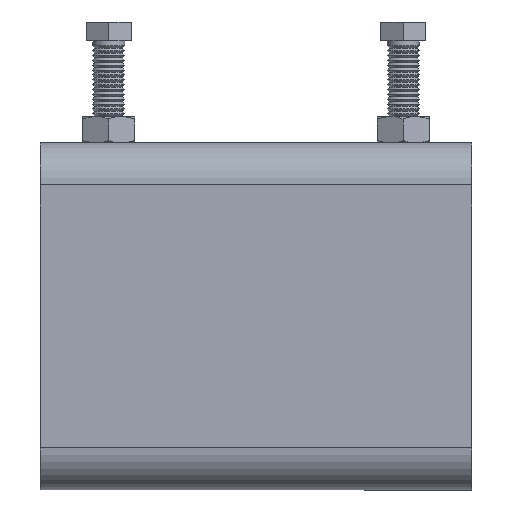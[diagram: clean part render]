
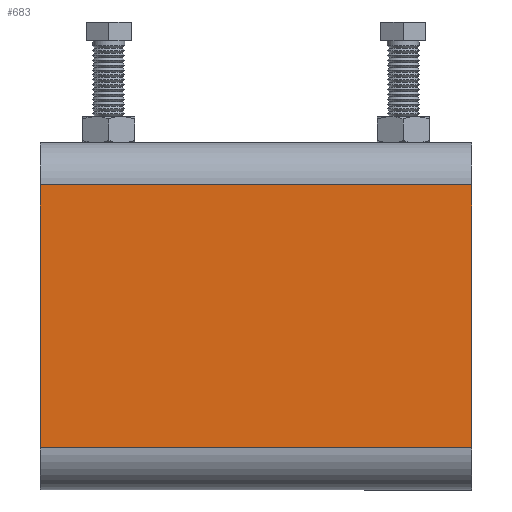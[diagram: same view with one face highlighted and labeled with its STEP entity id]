
A CAD part, left-side view. The second image highlights one B-rep face of the part: STEP entity #683.
In plain terms, the highlighted planar face has unit normal (-1, 0, 0).
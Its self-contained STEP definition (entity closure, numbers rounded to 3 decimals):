
#683 = ADVANCED_FACE( '', ( #1529 ), #1530, .T. );
#1529 = FACE_OUTER_BOUND( '', #2520, .T. );
#1530 = PLANE( '', #2521 );
#2520 = EDGE_LOOP( '', ( #4146, #4147, #4148, #4149 ) );
#2521 = AXIS2_PLACEMENT_3D( '', #4150, #4151, #4152 );
#4146 = ORIENTED_EDGE( '', *, *, #5252, .F. );
#4147 = ORIENTED_EDGE( '', *, *, #5277, .F. );
#4148 = ORIENTED_EDGE( '', *, *, #4747, .T. );
#4149 = ORIENTED_EDGE( '', *, *, #5289, .T. );
#4150 = CARTESIAN_POINT( '', ( 0., 82., 8. ) );
#4151 = DIRECTION( '', ( -1., 0., 0. ) );
#4152 = DIRECTION( '', ( 0., -1., 0. ) );
#4747 = EDGE_CURVE( '', #5440, #5438, #5441, .T. );
#5252 = EDGE_CURVE( '', #6219, #6221, #6222, .T. );
#5277 = EDGE_CURVE( '', #5440, #6219, #6253, .T. );
#5289 = EDGE_CURVE( '', #5438, #6221, #6267, .T. );
#5438 = VERTEX_POINT( '', #6447 );
#5440 = VERTEX_POINT( '', #6449 );
#5441 = LINE( '', #6450, #6451 );
#6219 = VERTEX_POINT( '', #7594 );
#6221 = VERTEX_POINT( '', #7596 );
#6222 = LINE( '', #7597, #7598 );
#6253 = LINE( '', #7645, #7646 );
#6267 = LINE( '', #7668, #7669 );
#6447 = CARTESIAN_POINT( '', ( 0., 82., 8. ) );
#6449 = CARTESIAN_POINT( '', ( 0., 82., 58. ) );
#6450 = CARTESIAN_POINT( '', ( 0., 82., 8. ) );
#6451 = VECTOR( '', #7875, 1000. );
#7594 = CARTESIAN_POINT( '', ( 0., 0., 58. ) );
#7596 = CARTESIAN_POINT( '', ( 0., 0., 8. ) );
#7597 = CARTESIAN_POINT( '', ( 0., 0., 8. ) );
#7598 = VECTOR( '', #8513, 1000. );
#7645 = CARTESIAN_POINT( '', ( 0., 82., 58. ) );
#7646 = VECTOR( '', #8539, 1000. );
#7668 = CARTESIAN_POINT( '', ( 0., 82., 8. ) );
#7669 = VECTOR( '', #8549, 1000. );
#7875 = DIRECTION( '', ( 0., 0., -1. ) );
#8513 = DIRECTION( '', ( 0., 0., -1. ) );
#8539 = DIRECTION( '', ( 0., -1., 0. ) );
#8549 = DIRECTION( '', ( 0., -1., 0. ) );
